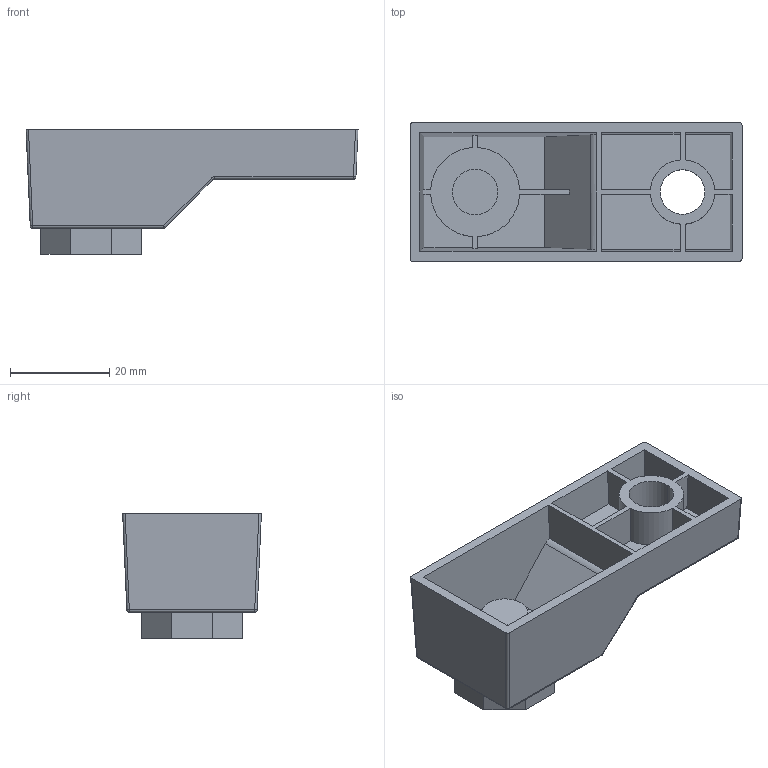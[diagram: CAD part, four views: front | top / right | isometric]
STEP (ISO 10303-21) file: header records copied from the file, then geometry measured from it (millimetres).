
FILE_DESCRIPTION((''),'2;1');
FILE_NAME('NFL1','2016-12-02T',('kjell_andersson'),(''),'PRO/ENGINEER BY PARAMETRIC TECHNOLOGY CORPORATION, 2013230','PRO/ENGINEER BY PARAMETRIC TECHNOLOGY CORPORATION, 2013230','');
FILE_SCHEMA(('CONFIG_CONTROL_DESIGN'));
Length unit declared in the file: millimetre
Products named in the file (1): NFL1
Bounding box: 67 x 28 x 25.2 mm (x, y, z)
Volume: 11533.3 mm3; surface area: 11831.3 mm2
Topology: 1 solids, 2 shells, 145 faces, 362 edges, 234 vertices
Faces by surface type: plane 92, cylinder 45, sphere 6, bspline 2
Entity records: 4390 total; most frequent: CARTESIAN_POINT 837, ORIENTED_EDGE 724, DIRECTION 720, EDGE_CURVE 362, VECTOR 270, LINE 270, VERTEX_POINT 234, AXIS2_PLACEMENT_3D 225
